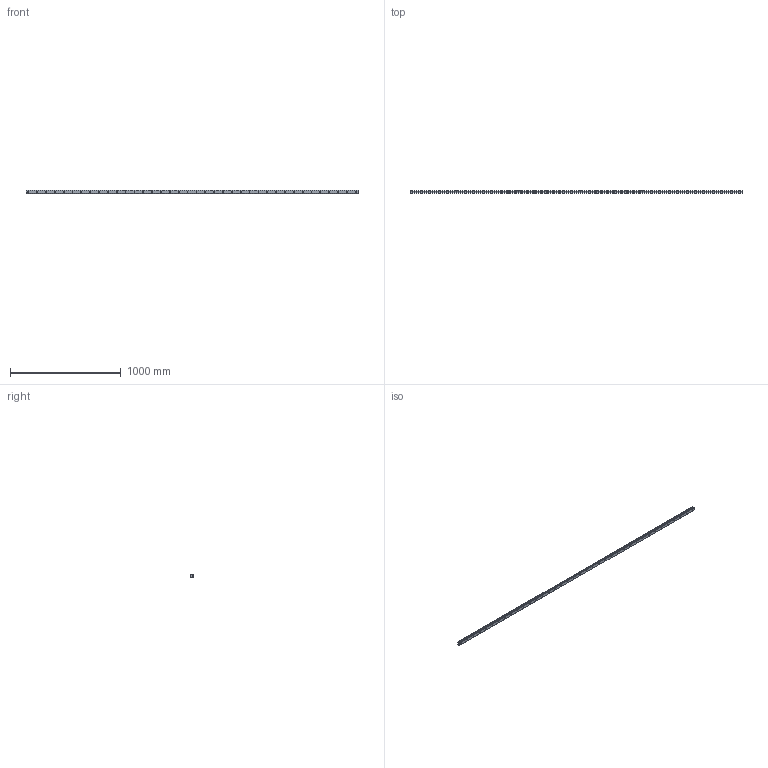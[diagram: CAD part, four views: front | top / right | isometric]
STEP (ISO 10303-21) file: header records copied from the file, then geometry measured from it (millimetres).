
FILE_DESCRIPTION(/* description */ ('STEP AP214'),/* implementation_level */ '2;1');
FILE_NAME(/* name */ 'SR30-3000L(GK) RAIL(20)',/* time_stamp */ '2023-02-06T12:59:06+01:00',/* author */ ('License CC BY-ND 4.0'),/* organization */ ('CADENAS'),/* preprocessor_version */ 'ST-DEVELOPER v18.102',/* originating_system */ 'PARTsolutions',/* authorisation */ ' ');
FILE_SCHEMA (('AUTOMOTIVE_DESIGN {1 0 10303 214 3 1 1}'));
Length unit declared in the file: millimetre
Products named in the file (1): SR30-3000L(GK) RAIL(20)
Bounding box: 3000 x 23 x 28 mm (x, y, z)
Volume: 1621651 mm3; surface area: 349671 mm2
Topology: 1 solids, 1 shells, 138 faces, 294 edges, 196 vertices
Faces by surface type: cylinder 82, plane 56
Full cylindrical faces by diameter (mm): 7 x38, 11 x38
Entity records: 3604 total; most frequent: DIRECTION 660, CARTESIAN_POINT 553, ORIENTED_EDGE 436, EDGE_LOOP 328, FACE_BOUND 328, AXIS2_PLACEMENT_3D 303, EDGE_CURVE 218, VERTEX_POINT 196
